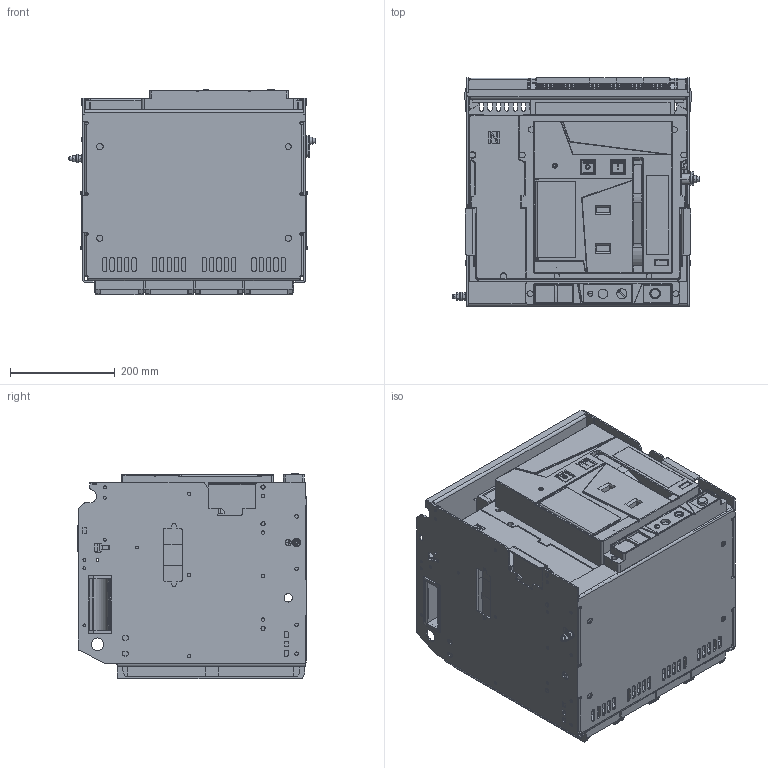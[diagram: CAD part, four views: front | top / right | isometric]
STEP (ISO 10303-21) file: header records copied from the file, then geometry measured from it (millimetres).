
FILE_DESCRIPTION (( 'STEP AP203' ), '1' );
FILE_NAME ('AR-ACB-4V(D) ACB ARMAT IEK.stp', '2023-11-30T09:27:22', ( '' ), ( '' ), 'SwSTEP 2.0', 'SolidWorks 2022', '' );
FILE_SCHEMA (( 'CONFIG_CONTROL_DESIGN' ));
Products named in the file (2): AR-ACB-4V(D) ACB ARMAT IEK.stp; AR-ACB-4V(D) ACB ARMAT IEK
Assembly tree (1 placements, depth 2):
  AR-ACB-4V(D) ACB ARMAT IEK
    AR-ACB-4V(D) ACB ARMAT IEK.stp
Bounding box: 471.9 x 435.3 x 392.5 mm (x, y, z)
Volume: 48315753.5 mm3; surface area: 2763863.8 mm2
Topology: 10 solids, 15 shells, 4392 faces, 11377 edges, 7355 vertices
Faces by surface type: plane 2599, cylinder 1469, cone 198, torus 64, sphere 47, bspline 15
Entity records: 135305 total; most frequent: CARTESIAN_POINT 25205, DIRECTION 23001, ORIENTED_EDGE 22676, EDGE_CURVE 11338, LINE 7869, VECTOR 7869, AXIS2_PLACEMENT_3D 7566, VERTEX_POINT 7354
